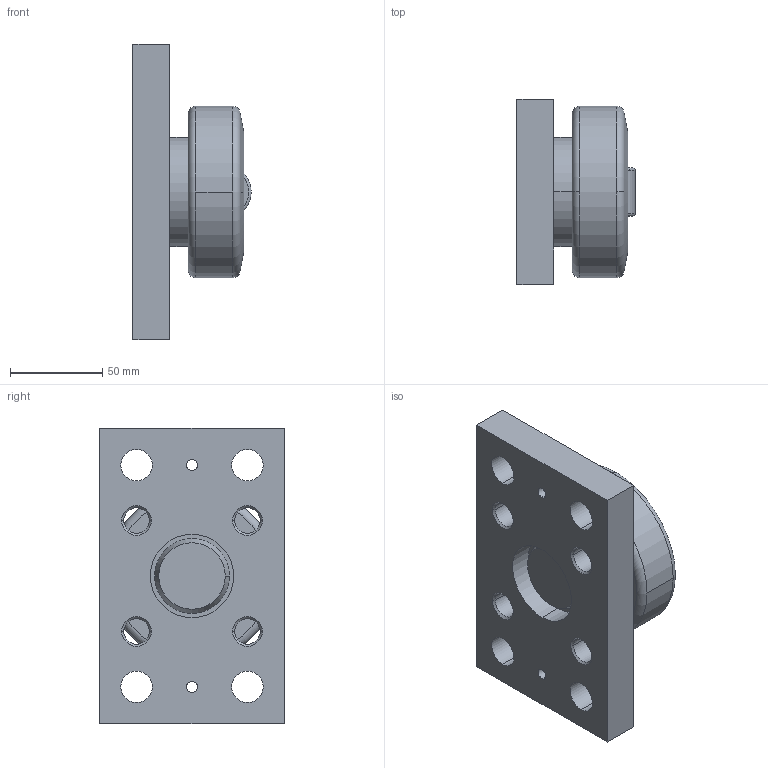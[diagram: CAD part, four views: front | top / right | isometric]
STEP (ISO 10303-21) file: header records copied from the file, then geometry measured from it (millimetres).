
FILE_DESCRIPTION(('STEP AP214'),'1');
FILE_NAME('PR_4_458_AP_3_1.stp','2016-05-11T09:55:40',('TraceParts'),('TraceParts S.A.'),'Spatial InterOp 3D',' ',' ');
FILE_SCHEMA(('automotive_design'));
Length unit declared in the file: millimetre
Products named in the file (1): 1
Bounding box: 64 x 100 x 160 mm (x, y, z)
Volume: 499865 mm3; surface area: 67379.6 mm2
Topology: 1 solids, 1 shells, 72 faces, 176 edges, 111 vertices
Faces by surface type: cylinder 28, cone 20, plane 18, torus 6
Entity records: 2326 total; most frequent: CARTESIAN_POINT 492, DIRECTION 417, ORIENTED_EDGE 352, EDGE_CURVE 176, AXIS2_PLACEMENT_3D 172, VERTEX_POINT 111, CIRCLE 99, EDGE_LOOP 97
